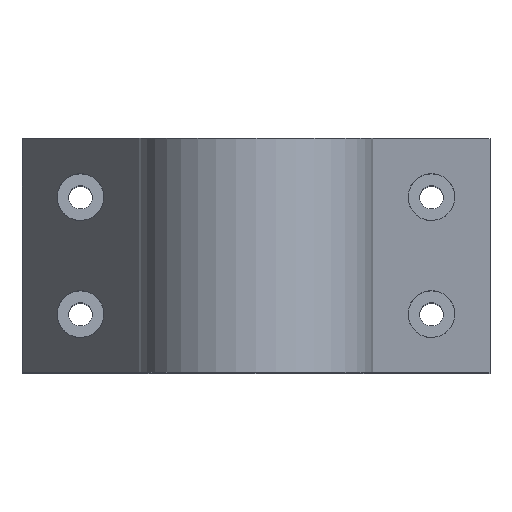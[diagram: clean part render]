
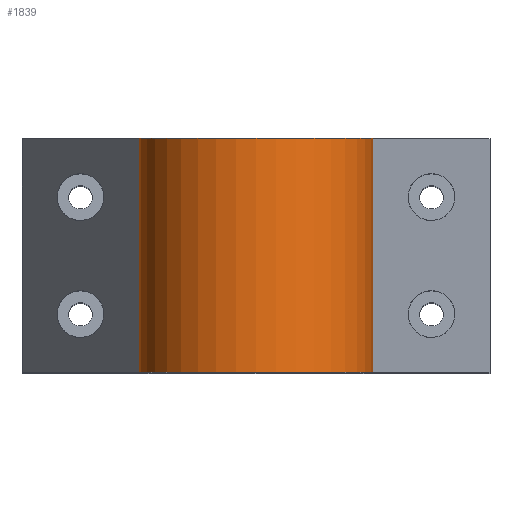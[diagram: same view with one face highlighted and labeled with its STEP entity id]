
A CAD part, top view. The second image highlights one B-rep face of the part: STEP entity #1839.
In plain terms, the highlighted cylindrical face has radius 20 mm (diameter 40 mm), a partial arc.
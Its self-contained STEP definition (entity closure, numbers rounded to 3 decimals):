
#153=CYLINDRICAL_SURFACE('',#2011,20.);
#225=CIRCLE('',#1970,20.);
#240=CIRCLE('',#2012,20.);
#339=FACE_OUTER_BOUND('',#475,.T.);
#475=EDGE_LOOP('',(#1683,#1684,#1685,#1686));
#587=LINE('',#6386,#721);
#594=LINE('',#6405,#728);
#721=VECTOR('',#2360,10.);
#728=VECTOR('',#2377,10.);
#885=VERTEX_POINT('',#6363);
#886=VERTEX_POINT('',#6364);
#895=VERTEX_POINT('',#6385);
#902=VERTEX_POINT('',#6403);
#1127=EDGE_CURVE('',#885,#886,#225,.T.);
#1137=EDGE_CURVE('',#886,#895,#587,.T.);
#1147=EDGE_CURVE('',#902,#885,#594,.T.);
#1180=EDGE_CURVE('',#895,#902,#240,.T.);
#1683=ORIENTED_EDGE('',*,*,#1127,.F.);
#1684=ORIENTED_EDGE('',*,*,#1147,.F.);
#1685=ORIENTED_EDGE('',*,*,#1180,.F.);
#1686=ORIENTED_EDGE('',*,*,#1137,.F.);
#1839=ADVANCED_FACE('',(#339),#153,.T.);
#1970=AXIS2_PLACEMENT_3D('',#6365,#2344,#2345);
#2011=AXIS2_PLACEMENT_3D('',#6474,#2460,#2461);
#2012=AXIS2_PLACEMENT_3D('',#6475,#2462,#2463);
#2344=DIRECTION('center_axis',(0.,1.,0.));
#2345=DIRECTION('ref_axis',(-1.,0.,0.));
#2360=DIRECTION('',(0.,-1.,0.));
#2377=DIRECTION('',(0.,1.,0.));
#2460=DIRECTION('center_axis',(0.,-1.,0.));
#2461=DIRECTION('ref_axis',(0.,0.,1.));
#2462=DIRECTION('center_axis',(0.,-1.,0.));
#2463=DIRECTION('ref_axis',(-1.,0.,0.));
#6363=CARTESIAN_POINT('',(-19.754,40.,86.875));
#6364=CARTESIAN_POINT('',(19.754,40.,86.875));
#6365=CARTESIAN_POINT('Origin',(0.,40.,90.));
#6385=CARTESIAN_POINT('',(19.754,0.,86.875));
#6386=CARTESIAN_POINT('',(19.754,40.,86.875));
#6403=CARTESIAN_POINT('',(-19.754,0.,86.875));
#6405=CARTESIAN_POINT('',(-19.754,40.,86.875));
#6474=CARTESIAN_POINT('Origin',(0.,40.,90.));
#6475=CARTESIAN_POINT('Origin',(0.,0.,90.));
